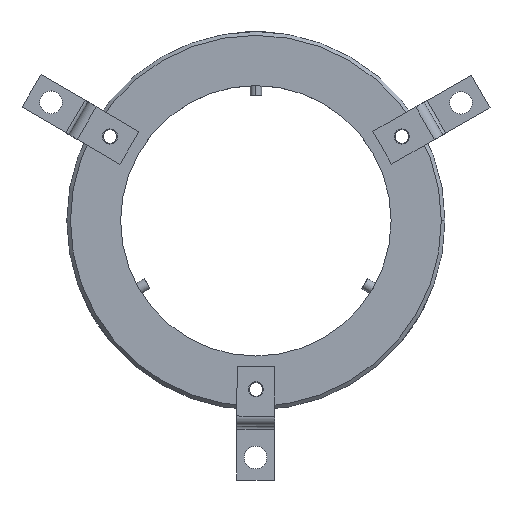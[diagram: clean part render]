
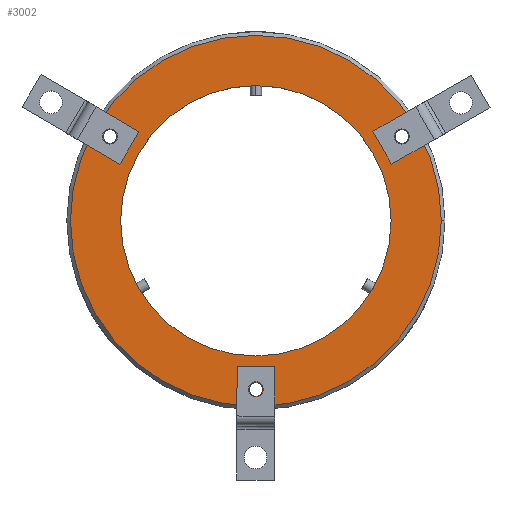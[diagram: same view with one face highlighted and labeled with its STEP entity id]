
A CAD part, top view. The second image highlights one B-rep face of the part: STEP entity #3002.
In plain terms, the highlighted face is planar.
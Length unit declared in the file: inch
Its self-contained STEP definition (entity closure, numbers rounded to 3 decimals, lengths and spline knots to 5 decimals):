
#85 = CARTESIAN_POINT ( 'NONE',  ( 1., -1.3925, 0.056 ) ) ;
#93 = CIRCLE ( 'NONE', #3463, 0.056 ) ;
#95 = DIRECTION ( 'NONE',  ( -1., 0., 0. ) ) ;
#101 = FACE_BOUND ( 'NONE', #2139, .T. ) ;
#145 = VERTEX_POINT ( 'NONE', #2879 ) ;
#158 = EDGE_CURVE ( 'NONE', #330, #860, #2484, .T. ) ;
#189 = CIRCLE ( 'NONE', #3448, 1.5325 ) ;
#206 = DIRECTION ( 'NONE',  ( -1., 0., 0. ) ) ;
#207 = AXIS2_PLACEMENT_3D ( 'NONE', #219, #206, #1189 ) ;
#215 = EDGE_CURVE ( 'NONE', #1928, #2395, #625, .T. ) ;
#219 = CARTESIAN_POINT ( 'NONE',  ( 1., 0., 0. ) ) ;
#244 = EDGE_LOOP ( 'NONE', ( #3371, #3996 ) ) ;
#330 = VERTEX_POINT ( 'NONE', #3576 ) ;
#336 = CARTESIAN_POINT ( 'NONE',  ( 1., 0., 0. ) ) ;
#377 = DIRECTION ( 'NONE',  ( 0., 0., 1. ) ) ;
#419 = ORIENTED_EDGE ( 'NONE', *, *, #813, .T. ) ;
#505 = DIRECTION ( 'NONE',  ( -1., 0., 0. ) ) ;
#519 = FACE_BOUND ( 'NONE', #4066, .T. ) ;
#528 = DIRECTION ( 'NONE',  ( -1., 0., 0. ) ) ;
#622 = EDGE_LOOP ( 'NONE', ( #3098, #3916 ) ) ;
#625 = CIRCLE ( 'NONE', #2804, 0.056 ) ;
#704 = FACE_BOUND ( 'NONE', #622, .T. ) ;
#783 = ORIENTED_EDGE ( 'NONE', *, *, #1092, .T. ) ;
#811 = CARTESIAN_POINT ( 'NONE',  ( 1., 0., 1.1175 ) ) ;
#813 = EDGE_CURVE ( 'NONE', #4071, #145, #3184, .T. ) ;
#836 = CIRCLE ( 'NONE', #4139, 0.056 ) ;
#842 = ORIENTED_EDGE ( 'NONE', *, *, #1854, .T. ) ;
#860 = VERTEX_POINT ( 'NONE', #2066 ) ;
#866 = PLANE ( 'NONE',  #2759 ) ;
#921 = VERTEX_POINT ( 'NONE', #3220 ) ;
#989 = VERTEX_POINT ( 'NONE', #3854 ) ;
#1062 = CARTESIAN_POINT ( 'NONE',  ( 1., 0.69625, 1.20594 ) ) ;
#1092 = EDGE_CURVE ( 'NONE', #860, #330, #3275, .T. ) ;
#1104 = CARTESIAN_POINT ( 'NONE',  ( 1., -1.3925, 0. ) ) ;
#1114 = DIRECTION ( 'NONE',  ( 0., 0., 1. ) ) ;
#1117 = VERTEX_POINT ( 'NONE', #3645 ) ;
#1146 = CARTESIAN_POINT ( 'NONE',  ( 1., 0.69625, -1.20594 ) ) ;
#1189 = DIRECTION ( 'NONE',  ( 0., 0., 1. ) ) ;
#1199 = DIRECTION ( 'NONE',  ( -1., 0., 0. ) ) ;
#1271 = ORIENTED_EDGE ( 'NONE', *, *, #1461, .T. ) ;
#1354 = CARTESIAN_POINT ( 'NONE',  ( 1., 0.69625, -1.20594 ) ) ;
#1364 = CARTESIAN_POINT ( 'NONE',  ( 1., 0., 0. ) ) ;
#1461 = EDGE_CURVE ( 'NONE', #145, #4071, #93, .T. ) ;
#1566 = CARTESIAN_POINT ( 'NONE',  ( 1., 1.1175, 0. ) ) ;
#1627 = CARTESIAN_POINT ( 'NONE',  ( 1., 0.69625, 1.20594 ) ) ;
#1684 = DIRECTION ( 'NONE',  ( 0., 0., 1. ) ) ;
#1725 = CARTESIAN_POINT ( 'NONE',  ( 1., 0., 0. ) ) ;
#1741 = DIRECTION ( 'NONE',  ( 0., 0., 1. ) ) ;
#1742 = CIRCLE ( 'NONE', #207, 1.5325 ) ;
#1804 = CIRCLE ( 'NONE', #2681, 1.1175 ) ;
#1854 = EDGE_CURVE ( 'NONE', #2395, #1928, #836, .T. ) ;
#1898 = EDGE_CURVE ( 'NONE', #989, #921, #1742, .T. ) ;
#1924 = CIRCLE ( 'NONE', #3838, 1.1175 ) ;
#1928 = VERTEX_POINT ( 'NONE', #3741 ) ;
#1995 = DIRECTION ( 'NONE',  ( 0., 0., 1. ) ) ;
#2008 = DIRECTION ( 'NONE',  ( 0., 0., 1. ) ) ;
#2066 = CARTESIAN_POINT ( 'NONE',  ( 1., 0.69625, 1.14994 ) ) ;
#2082 = CARTESIAN_POINT ( 'NONE',  ( 1., -1.3925, 0. ) ) ;
#2139 = EDGE_LOOP ( 'NONE', ( #3451, #842 ) ) ;
#2188 = DIRECTION ( 'NONE',  ( 0., 0., 1. ) ) ;
#2328 = DIRECTION ( 'NONE',  ( -1., 0., 0. ) ) ;
#2340 = DIRECTION ( 'NONE',  ( 0., 0., 1. ) ) ;
#2367 = AXIS2_PLACEMENT_3D ( 'NONE', #1627, #2557, #377 ) ;
#2395 = VERTEX_POINT ( 'NONE', #3664 ) ;
#2484 = CIRCLE ( 'NONE', #2367, 0.056 ) ;
#2557 = DIRECTION ( 'NONE',  ( -1., 0., 0. ) ) ;
#2681 = AXIS2_PLACEMENT_3D ( 'NONE', #1725, #3603, #1741 ) ;
#2726 = AXIS2_PLACEMENT_3D ( 'NONE', #1062, #2328, #2008 ) ;
#2759 = AXIS2_PLACEMENT_3D ( 'NONE', #1566, #3433, #2188 ) ;
#2771 = EDGE_CURVE ( 'NONE', #1117, #3595, #1804, .T. ) ;
#2804 = AXIS2_PLACEMENT_3D ( 'NONE', #1354, #3944, #1995 ) ;
#2856 = AXIS2_PLACEMENT_3D ( 'NONE', #1104, #95, #2340 ) ;
#2879 = CARTESIAN_POINT ( 'NONE',  ( 1., -1.3925, -0.056 ) ) ;
#3002 = ADVANCED_FACE ( 'NONE', ( #704, #519, #3849, #101, #3171 ), #866, .F. ) ;
#3098 = ORIENTED_EDGE ( 'NONE', *, *, #3958, .T. ) ;
#3106 = EDGE_LOOP ( 'NONE', ( #419, #1271 ) ) ;
#3171 = FACE_OUTER_BOUND ( 'NONE', #244, .T. ) ;
#3184 = CIRCLE ( 'NONE', #2856, 0.056 ) ;
#3220 = CARTESIAN_POINT ( 'NONE',  ( 1., 0., 1.5325 ) ) ;
#3244 = EDGE_CURVE ( 'NONE', #921, #989, #189, .T. ) ;
#3259 = DIRECTION ( 'NONE',  ( -1., 0., 0. ) ) ;
#3275 = CIRCLE ( 'NONE', #2726, 0.056 ) ;
#3371 = ORIENTED_EDGE ( 'NONE', *, *, #3244, .F. ) ;
#3428 = DIRECTION ( 'NONE',  ( 0., 0., 1. ) ) ;
#3433 = DIRECTION ( 'NONE',  ( -1., 0., 0. ) ) ;
#3448 = AXIS2_PLACEMENT_3D ( 'NONE', #336, #1199, #3833 ) ;
#3451 = ORIENTED_EDGE ( 'NONE', *, *, #215, .T. ) ;
#3463 = AXIS2_PLACEMENT_3D ( 'NONE', #2082, #505, #1114 ) ;
#3576 = CARTESIAN_POINT ( 'NONE',  ( 1., 0.69625, 1.26194 ) ) ;
#3595 = VERTEX_POINT ( 'NONE', #811 ) ;
#3603 = DIRECTION ( 'NONE',  ( -1., 0., 0. ) ) ;
#3645 = CARTESIAN_POINT ( 'NONE',  ( 1., 0., -1.1175 ) ) ;
#3664 = CARTESIAN_POINT ( 'NONE',  ( 1., 0.69625, -1.26194 ) ) ;
#3741 = CARTESIAN_POINT ( 'NONE',  ( 1., 0.69625, -1.14994 ) ) ;
#3833 = DIRECTION ( 'NONE',  ( 0., 0., 1. ) ) ;
#3838 = AXIS2_PLACEMENT_3D ( 'NONE', #1364, #3259, #1684 ) ;
#3849 = FACE_BOUND ( 'NONE', #3106, .T. ) ;
#3854 = CARTESIAN_POINT ( 'NONE',  ( 1., 0., -1.5325 ) ) ;
#3855 = ORIENTED_EDGE ( 'NONE', *, *, #158, .T. ) ;
#3916 = ORIENTED_EDGE ( 'NONE', *, *, #2771, .T. ) ;
#3944 = DIRECTION ( 'NONE',  ( -1., 0., 0. ) ) ;
#3958 = EDGE_CURVE ( 'NONE', #3595, #1117, #1924, .T. ) ;
#3996 = ORIENTED_EDGE ( 'NONE', *, *, #1898, .F. ) ;
#4066 = EDGE_LOOP ( 'NONE', ( #3855, #783 ) ) ;
#4071 = VERTEX_POINT ( 'NONE', #85 ) ;
#4139 = AXIS2_PLACEMENT_3D ( 'NONE', #1146, #528, #3428 ) ;
